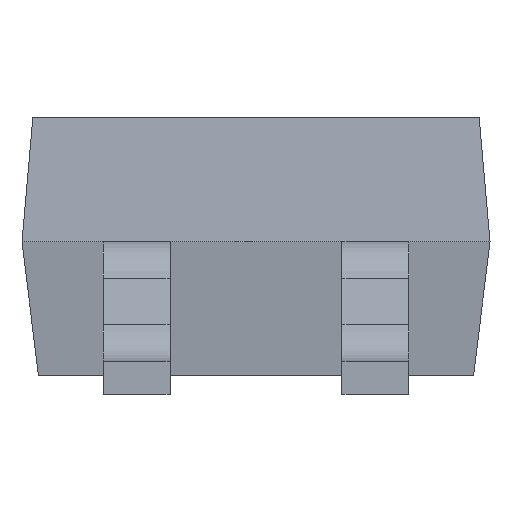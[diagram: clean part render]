
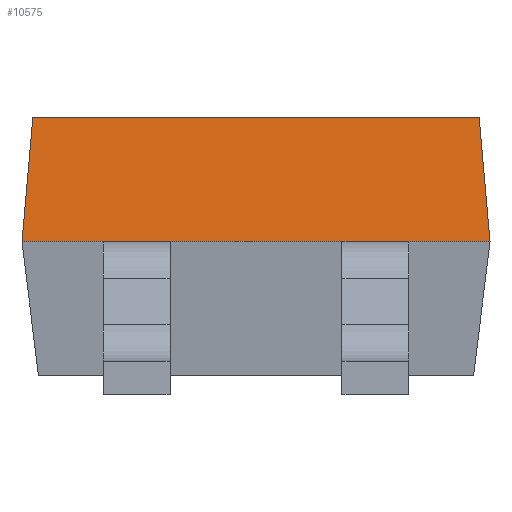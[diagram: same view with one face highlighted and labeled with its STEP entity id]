
A CAD part, front view. The second image highlights one B-rep face of the part: STEP entity #10575.
In plain terms, the highlighted planar face has unit normal (0, -0.996, 0.087).
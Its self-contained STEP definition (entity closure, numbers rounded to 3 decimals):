
#366 = LINE ( 'NONE', #1175, #4061 ) ;
#489 = DIRECTION ( 'NONE',  ( -0.087, 0.087, 0.992 ) ) ;
#608 = ORIENTED_EDGE ( 'NONE', *, *, #9244, .T. ) ;
#856 = PLANE ( 'NONE',  #1541 ) ;
#1175 = CARTESIAN_POINT ( 'NONE',  ( -2.45, -2.1, 0. ) ) ;
#1518 = CARTESIAN_POINT ( 'NONE',  ( 2.45, -2.1, 0. ) ) ;
#1541 = AXIS2_PLACEMENT_3D ( 'NONE', #6963, #9576, #5243 ) ;
#1715 = CARTESIAN_POINT ( 'NONE',  ( -2.45, -1.986, 1.3 ) ) ;
#1749 = ORIENTED_EDGE ( 'NONE', *, *, #5672, .F. ) ;
#2019 = FACE_OUTER_BOUND ( 'NONE', #4075, .T. ) ;
#2840 = VECTOR ( 'NONE', #9927, 1000. ) ;
#3096 = ORIENTED_EDGE ( 'NONE', *, *, #8810, .T. ) ;
#3734 = DIRECTION ( 'NONE',  ( 0.087, 0.087, 0.992 ) ) ;
#4061 = VECTOR ( 'NONE', #3734, 1000. ) ;
#4075 = EDGE_LOOP ( 'NONE', ( #608, #10466, #1749, #3096 ) ) ;
#4763 = CARTESIAN_POINT ( 'NONE',  ( -2.45, -2.1, 0. ) ) ;
#5018 = VERTEX_POINT ( 'NONE', #8622 ) ;
#5147 = LINE ( 'NONE', #4763, #2840 ) ;
#5243 = DIRECTION ( 'NONE',  ( 0., -0.087, -0.996 ) ) ;
#5282 = VERTEX_POINT ( 'NONE', #10659 ) ;
#5672 = EDGE_CURVE ( 'NONE', #10138, #5018, #5147, .T. ) ;
#5871 = VERTEX_POINT ( 'NONE', #9138 ) ;
#6069 = DIRECTION ( 'NONE',  ( -1., 0., 0. ) ) ;
#6963 = CARTESIAN_POINT ( 'NONE',  ( -2.45, -2.1, 0. ) ) ;
#7888 = LINE ( 'NONE', #8299, #11321 ) ;
#8299 = CARTESIAN_POINT ( 'NONE',  ( 2.45, -2.1, 0. ) ) ;
#8622 = CARTESIAN_POINT ( 'NONE',  ( -2.45, -2.1, 0. ) ) ;
#8810 = EDGE_CURVE ( 'NONE', #10138, #5871, #7888, .T. ) ;
#8979 = LINE ( 'NONE', #1715, #10761 ) ;
#9138 = CARTESIAN_POINT ( 'NONE',  ( 2.336, -1.986, 1.3 ) ) ;
#9244 = EDGE_CURVE ( 'NONE', #5871, #5282, #8979, .T. ) ;
#9576 = DIRECTION ( 'NONE',  ( 0., -0.996, 0.087 ) ) ;
#9682 = EDGE_CURVE ( 'NONE', #5018, #5282, #366, .T. ) ;
#9927 = DIRECTION ( 'NONE',  ( -1., 0., 0. ) ) ;
#10138 = VERTEX_POINT ( 'NONE', #1518 ) ;
#10466 = ORIENTED_EDGE ( 'NONE', *, *, #9682, .F. ) ;
#10575 = ADVANCED_FACE ( 'NONE', ( #2019 ), #856, .T. ) ;
#10659 = CARTESIAN_POINT ( 'NONE',  ( -2.336, -1.986, 1.3 ) ) ;
#10761 = VECTOR ( 'NONE', #6069, 1000. ) ;
#11321 = VECTOR ( 'NONE', #489, 1000. ) ;
